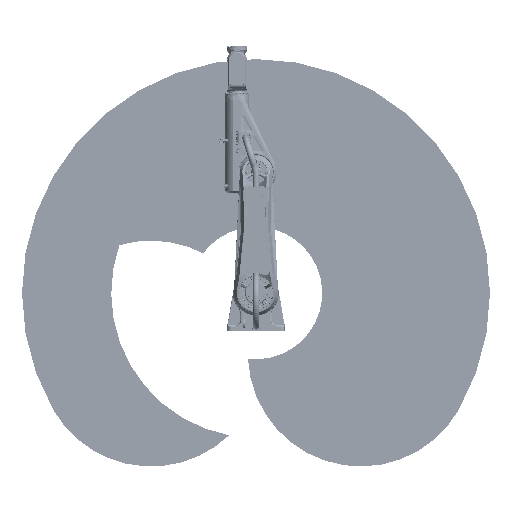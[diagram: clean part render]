
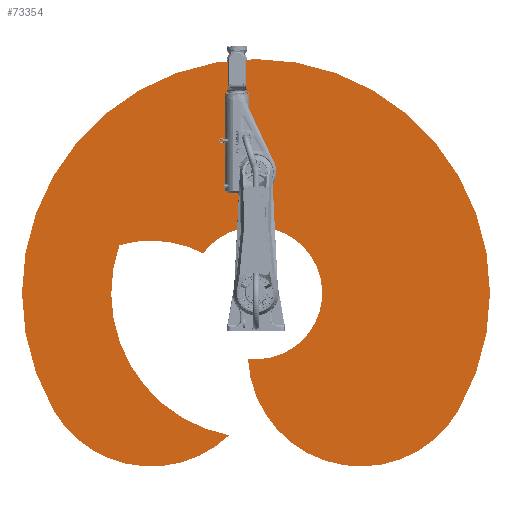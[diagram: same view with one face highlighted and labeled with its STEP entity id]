
A CAD part, front view. The second image highlights one B-rep face of the part: STEP entity #73354.
In plain terms, the highlighted face is planar.
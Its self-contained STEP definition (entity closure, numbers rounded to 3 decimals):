
#17534=FACE_OUTER_BOUND('',#23046,.T.);
#23046=EDGE_LOOP('',(#63296,#63297,#63298,#63299,#63300,#63301));
#27100=CIRCLE('',#81213,1546.539);
#27101=CIRCLE('',#81215,746.539);
#27102=CIRCLE('',#81217,437.585);
#27103=CIRCLE('',#81219,746.539);
#27104=CIRCLE('',#81221,956.903);
#27105=CIRCLE('',#81223,746.539);
#33608=VERTEX_POINT('',#228095);
#33609=VERTEX_POINT('',#228097);
#33610=VERTEX_POINT('',#228101);
#33611=VERTEX_POINT('',#228105);
#33612=VERTEX_POINT('',#228109);
#33613=VERTEX_POINT('',#228113);
#43499=EDGE_CURVE('',#33609,#33608,#27100,.T.);
#43501=EDGE_CURVE('',#33610,#33609,#27101,.T.);
#43503=EDGE_CURVE('',#33611,#33610,#27102,.T.);
#43505=EDGE_CURVE('',#33612,#33611,#27103,.T.);
#43507=EDGE_CURVE('',#33613,#33612,#27104,.T.);
#43509=EDGE_CURVE('',#33608,#33613,#27105,.T.);
#63296=ORIENTED_EDGE('',*,*,#43509,.T.);
#63297=ORIENTED_EDGE('',*,*,#43507,.T.);
#63298=ORIENTED_EDGE('',*,*,#43505,.T.);
#63299=ORIENTED_EDGE('',*,*,#43503,.T.);
#63300=ORIENTED_EDGE('',*,*,#43501,.T.);
#63301=ORIENTED_EDGE('',*,*,#43499,.T.);
#64630=PLANE('',#81224);
#73354=ADVANCED_FACE('',(#17534),#64630,.T.);
#81213=AXIS2_PLACEMENT_3D('',#228098,#99445,#99446);
#81215=AXIS2_PLACEMENT_3D('',#228102,#99450,#99451);
#81217=AXIS2_PLACEMENT_3D('',#228106,#99455,#99456);
#81219=AXIS2_PLACEMENT_3D('',#228110,#99460,#99461);
#81221=AXIS2_PLACEMENT_3D('',#228114,#99465,#99466);
#81223=AXIS2_PLACEMENT_3D('',#228117,#99470,#99471);
#81224=AXIS2_PLACEMENT_3D('',#228118,#99472,#99473);
#99445=DIRECTION('center_axis',(0.,0.,1.));
#99446=DIRECTION('ref_axis',(-0.5,-0.866,0.));
#99450=DIRECTION('center_axis',(0.,0.,1.));
#99451=DIRECTION('ref_axis',(-0.046,0.999,0.));
#99455=DIRECTION('center_axis',(0.,0.,-1.));
#99456=DIRECTION('ref_axis',(0.993,-0.121,0.));
#99460=DIRECTION('center_axis',(0.,0.,-1.));
#99461=DIRECTION('ref_axis',(-0.888,0.46,0.));
#99465=DIRECTION('center_axis',(0.,0.,-1.));
#99466=DIRECTION('ref_axis',(-0.331,-0.944,0.));
#99470=DIRECTION('center_axis',(0.,0.,1.));
#99471=DIRECTION('ref_axis',(-0.5,0.866,0.));
#99472=DIRECTION('center_axis',(0.,0.,1.));
#99473=DIRECTION('ref_axis',(1.,0.,0.));
#228095=CARTESIAN_POINT('',(-773.27,1339.342,0.5));
#228097=CARTESIAN_POINT('',(-773.27,-1339.342,0.5));
#228098=CARTESIAN_POINT('Origin',(0.,0.,0.5));
#228101=CARTESIAN_POINT('',(-434.372,52.927,0.5));
#228102=CARTESIAN_POINT('Origin',(-400.,-692.82,0.5));
#228105=CARTESIAN_POINT('',(263.023,349.714,0.5));
#228106=CARTESIAN_POINT('Origin',(0.,0.,0.5));
#228109=CARTESIAN_POINT('',(316.309,903.112,0.5));
#228110=CARTESIAN_POINT('Origin',(-400.,692.82,0.5));
#228113=CARTESIAN_POINT('',(-940.273,177.625,0.5));
#228114=CARTESIAN_POINT('Origin',(0.,0.,0.5));
#228117=CARTESIAN_POINT('Origin',(-400.,692.82,0.5));
#228118=CARTESIAN_POINT('Origin',(39.773,89.517,0.5));
